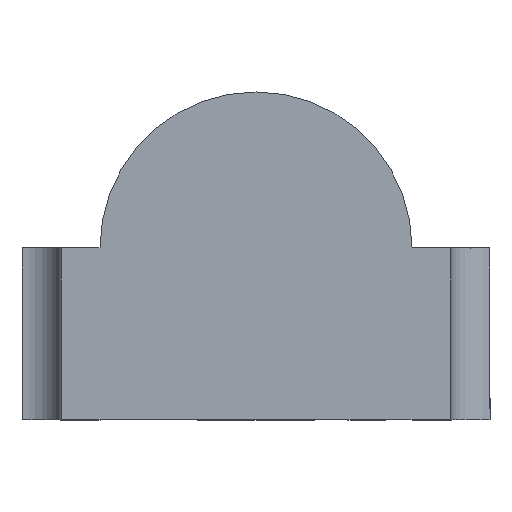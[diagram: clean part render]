
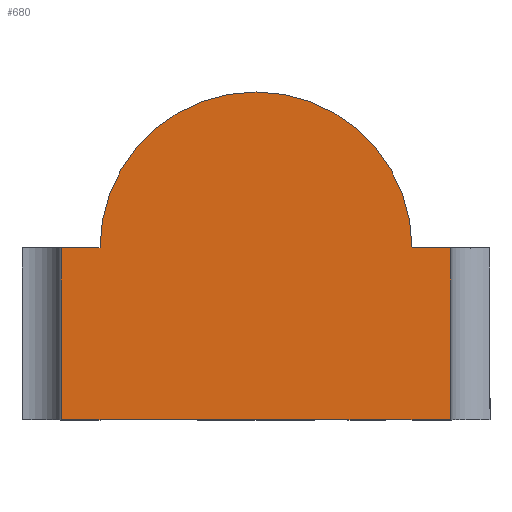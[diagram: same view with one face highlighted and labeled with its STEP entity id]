
A CAD part, top view. The second image highlights one B-rep face of the part: STEP entity #680.
In plain terms, the highlighted planar face has unit normal (0, 0, 1).
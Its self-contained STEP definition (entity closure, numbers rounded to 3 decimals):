
#14 = CARTESIAN_POINT ( 'NONE',  ( 0.832, -0.001, 0.5 ) ) ;
#23 = CARTESIAN_POINT ( 'NONE',  ( 0.59, -0.001, 0.5 ) ) ;
#28 = VECTOR ( 'NONE', #1266, 1000. ) ;
#39 = EDGE_CURVE ( 'NONE', #1283, #898, #186, .T. ) ;
#47 = CARTESIAN_POINT ( 'NONE',  ( -1., -0.001, 0.5 ) ) ;
#52 = DIRECTION ( 'NONE',  ( 1., 0., 0. ) ) ;
#60 = ORIENTED_EDGE ( 'NONE', *, *, #1441, .T. ) ;
#79 = EDGE_LOOP ( 'NONE', ( #1474, #1340, #617, #60, #1364, #367, #418, #1356, #533, #318, #852, #228, #1230, #1066 ) ) ;
#158 = VECTOR ( 'NONE', #52, 1000. ) ;
#186 = LINE ( 'NONE', #282, #325 ) ;
#202 = VECTOR ( 'NONE', #707, 1000. ) ;
#203 = DIRECTION ( 'NONE',  ( 0., 1., 0. ) ) ;
#215 = EDGE_CURVE ( 'NONE', #898, #737, #914, .T. ) ;
#219 = CARTESIAN_POINT ( 'NONE',  ( 1.5, 0., 0.5 ) ) ;
#228 = ORIENTED_EDGE ( 'NONE', *, *, #385, .F. ) ;
#253 = VECTOR ( 'NONE', #1454, 1000. ) ;
#265 = EDGE_CURVE ( 'NONE', #1255, #705, #648, .T. ) ;
#274 = DIRECTION ( 'NONE',  ( 0., 1., 0. ) ) ;
#282 = CARTESIAN_POINT ( 'NONE',  ( 0.832, -0.001, 0.5 ) ) ;
#284 = DIRECTION ( 'NONE',  ( 0., -1., 0. ) ) ;
#295 = CARTESIAN_POINT ( 'NONE',  ( 0.59, 0., 0.5 ) ) ;
#296 = DIRECTION ( 'NONE',  ( 0., 1., 0. ) ) ;
#318 = ORIENTED_EDGE ( 'NONE', *, *, #39, .T. ) ;
#319 = CARTESIAN_POINT ( 'NONE',  ( 1.5, 1.1, 0.5 ) ) ;
#325 = VECTOR ( 'NONE', #274, 1000. ) ;
#329 = VECTOR ( 'NONE', #1504, 1000. ) ;
#354 = VECTOR ( 'NONE', #1350, 1000. ) ;
#361 = CARTESIAN_POINT ( 'NONE',  ( 1.25, 1.101, 0.5 ) ) ;
#367 = ORIENTED_EDGE ( 'NONE', *, *, #1125, .T. ) ;
#385 = EDGE_CURVE ( 'NONE', #1224, #737, #1499, .T. ) ;
#388 = LINE ( 'NONE', #856, #158 ) ;
#399 = DIRECTION ( 'NONE',  ( 0., 1., 0. ) ) ;
#410 = LINE ( 'NONE', #47, #1113 ) ;
#418 = ORIENTED_EDGE ( 'NONE', *, *, #1099, .T. ) ;
#423 = VECTOR ( 'NONE', #296, 1000. ) ;
#430 = VECTOR ( 'NONE', #203, 1000. ) ;
#437 = CARTESIAN_POINT ( 'NONE',  ( 0.832, 0., 0.5 ) ) ;
#477 = CARTESIAN_POINT ( 'NONE',  ( -1., 0., 0.5 ) ) ;
#480 = CARTESIAN_POINT ( 'NONE',  ( 1., -0.001, 0.5 ) ) ;
#483 = CARTESIAN_POINT ( 'NONE',  ( 0., 1.101, 0.5 ) ) ;
#509 = VERTEX_POINT ( 'NONE', #846 ) ;
#511 = EDGE_CURVE ( 'NONE', #1130, #709, #388, .T. ) ;
#533 = ORIENTED_EDGE ( 'NONE', *, *, #822, .T. ) ;
#538 = EDGE_CURVE ( 'NONE', #1130, #803, #756, .T. ) ;
#541 = FACE_OUTER_BOUND ( 'NONE', #79, .T. ) ;
#574 = VECTOR ( 'NONE', #1494, 1000. ) ;
#591 = CARTESIAN_POINT ( 'NONE',  ( 1.5, 0., 0.5 ) ) ;
#603 = EDGE_CURVE ( 'NONE', #509, #1224, #1485, .T. ) ;
#617 = ORIENTED_EDGE ( 'NONE', *, *, #1046, .F. ) ;
#620 = LINE ( 'NONE', #967, #897 ) ;
#636 = VERTEX_POINT ( 'NONE', #893 ) ;
#648 = LINE ( 'NONE', #895, #430 ) ;
#680 = ADVANCED_FACE ( 'NONE', ( #541 ), #1003, .F. ) ;
#681 = LINE ( 'NONE', #1143, #329 ) ;
#705 = VERTEX_POINT ( 'NONE', #295 ) ;
#707 = DIRECTION ( 'NONE',  ( 1., 0., 0. ) ) ;
#709 = VERTEX_POINT ( 'NONE', #361 ) ;
#714 = VERTEX_POINT ( 'NONE', #477 ) ;
#737 = VERTEX_POINT ( 'NONE', #916 ) ;
#756 = CIRCLE ( 'NONE', #779, 1. ) ;
#779 = AXIS2_PLACEMENT_3D ( 'NONE', #1197, #984, #1324 ) ;
#791 = CARTESIAN_POINT ( 'NONE',  ( -1.25, 1.101, 0.5 ) ) ;
#803 = VERTEX_POINT ( 'NONE', #1135 ) ;
#807 = DIRECTION ( 'NONE',  ( 1., 0., 0. ) ) ;
#822 = EDGE_CURVE ( 'NONE', #1255, #1283, #681, .T. ) ;
#846 = CARTESIAN_POINT ( 'NONE',  ( 1.25, -0.001, 0.5 ) ) ;
#852 = ORIENTED_EDGE ( 'NONE', *, *, #215, .T. ) ;
#856 = CARTESIAN_POINT ( 'NONE',  ( 0., 1.101, 0.5 ) ) ;
#878 = CARTESIAN_POINT ( 'NONE',  ( 1.25, -0.001, 0.5 ) ) ;
#885 = LINE ( 'NONE', #1250, #354 ) ;
#893 = CARTESIAN_POINT ( 'NONE',  ( -1., -0.001, 0.5 ) ) ;
#895 = CARTESIAN_POINT ( 'NONE',  ( 0.59, -0.001, 0.5 ) ) ;
#897 = VECTOR ( 'NONE', #284, 1000. ) ;
#898 = VERTEX_POINT ( 'NONE', #437 ) ;
#914 = LINE ( 'NONE', #219, #28 ) ;
#916 = CARTESIAN_POINT ( 'NONE',  ( 1., 0., 0.5 ) ) ;
#923 = LINE ( 'NONE', #591, #1244 ) ;
#935 = EDGE_CURVE ( 'NONE', #636, #1105, #885, .T. ) ;
#957 = VERTEX_POINT ( 'NONE', #791 ) ;
#967 = CARTESIAN_POINT ( 'NONE',  ( -1.25, -0.4, 0.5 ) ) ;
#984 = DIRECTION ( 'NONE',  ( 0., 0., 1. ) ) ;
#1003 = PLANE ( 'NONE',  #1492 ) ;
#1046 = EDGE_CURVE ( 'NONE', #957, #803, #1274, .T. ) ;
#1056 = CARTESIAN_POINT ( 'NONE',  ( -1.25, -0.001, 0.5 ) ) ;
#1066 = ORIENTED_EDGE ( 'NONE', *, *, #1370, .T. ) ;
#1099 = EDGE_CURVE ( 'NONE', #714, #705, #923, .T. ) ;
#1105 = VERTEX_POINT ( 'NONE', #1056 ) ;
#1113 = VECTOR ( 'NONE', #399, 1000. ) ;
#1125 = EDGE_CURVE ( 'NONE', #636, #714, #410, .T. ) ;
#1130 = VERTEX_POINT ( 'NONE', #1202 ) ;
#1135 = CARTESIAN_POINT ( 'NONE',  ( -1., 1.101, 0.5 ) ) ;
#1143 = CARTESIAN_POINT ( 'NONE',  ( 0.59, -0.001, 0.5 ) ) ;
#1197 = CARTESIAN_POINT ( 'NONE',  ( 0., 1.1, 0.5 ) ) ;
#1202 = CARTESIAN_POINT ( 'NONE',  ( 1., 1.101, 0.5 ) ) ;
#1213 = DIRECTION ( 'NONE',  ( -1., 0., 0. ) ) ;
#1224 = VERTEX_POINT ( 'NONE', #1293 ) ;
#1228 = LINE ( 'NONE', #1339, #423 ) ;
#1230 = ORIENTED_EDGE ( 'NONE', *, *, #603, .F. ) ;
#1244 = VECTOR ( 'NONE', #807, 1000. ) ;
#1250 = CARTESIAN_POINT ( 'NONE',  ( -1., -0.001, 0.5 ) ) ;
#1255 = VERTEX_POINT ( 'NONE', #23 ) ;
#1266 = DIRECTION ( 'NONE',  ( 1., 0., 0. ) ) ;
#1274 = LINE ( 'NONE', #483, #202 ) ;
#1283 = VERTEX_POINT ( 'NONE', #14 ) ;
#1293 = CARTESIAN_POINT ( 'NONE',  ( 1., -0.001, 0.5 ) ) ;
#1324 = DIRECTION ( 'NONE',  ( 1., 0., 0. ) ) ;
#1339 = CARTESIAN_POINT ( 'NONE',  ( 1.25, -0.4, 0.5 ) ) ;
#1340 = ORIENTED_EDGE ( 'NONE', *, *, #538, .T. ) ;
#1350 = DIRECTION ( 'NONE',  ( -1., 0., 0. ) ) ;
#1356 = ORIENTED_EDGE ( 'NONE', *, *, #265, .F. ) ;
#1364 = ORIENTED_EDGE ( 'NONE', *, *, #935, .F. ) ;
#1368 = DIRECTION ( 'NONE',  ( 0., 0., -1. ) ) ;
#1370 = EDGE_CURVE ( 'NONE', #509, #709, #1228, .T. ) ;
#1441 = EDGE_CURVE ( 'NONE', #957, #1105, #620, .T. ) ;
#1454 = DIRECTION ( 'NONE',  ( -1., 0., 0. ) ) ;
#1474 = ORIENTED_EDGE ( 'NONE', *, *, #511, .F. ) ;
#1485 = LINE ( 'NONE', #878, #253 ) ;
#1492 = AXIS2_PLACEMENT_3D ( 'NONE', #319, #1368, #1213 ) ;
#1494 = DIRECTION ( 'NONE',  ( 0., 1., 0. ) ) ;
#1499 = LINE ( 'NONE', #480, #574 ) ;
#1504 = DIRECTION ( 'NONE',  ( 1., 0., 0. ) ) ;
